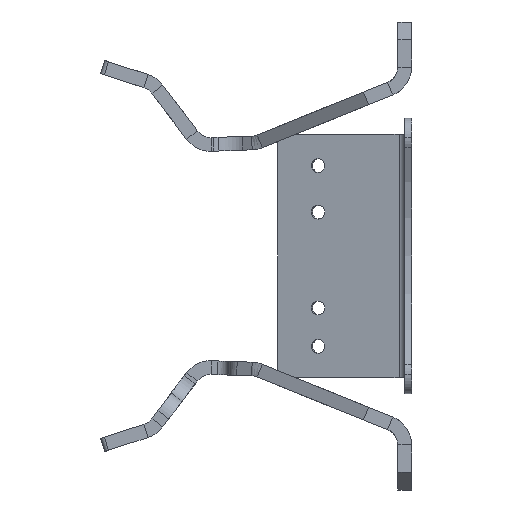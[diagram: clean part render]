
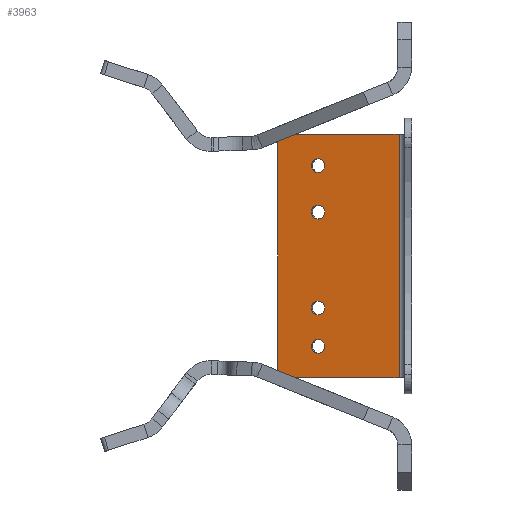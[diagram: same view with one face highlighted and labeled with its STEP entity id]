
A CAD part, front view. The second image highlights one B-rep face of the part: STEP entity #3963.
In plain terms, the highlighted planar face has unit normal (-0.174, -0.985, 0).
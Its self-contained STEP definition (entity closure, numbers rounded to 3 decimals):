
#61 = DIRECTION ( 'NONE',  ( 0.174, 0.985, 0. ) ) ;
#100 = VERTEX_POINT ( 'NONE', #1397 ) ;
#119 = CARTESIAN_POINT ( 'NONE',  ( 1534.918, 118.776, 1809.5 ) ) ;
#148 = EDGE_CURVE ( 'NONE', #4763, #1458, #1324, .T. ) ;
#168 = CARTESIAN_POINT ( 'NONE',  ( 1579.234, 110.962, 1809.5 ) ) ;
#177 = EDGE_CURVE ( 'NONE', #3489, #798, #4551, .T. ) ;
#191 = AXIS2_PLACEMENT_3D ( 'NONE', #5127, #2534, #5577 ) ;
#320 = ORIENTED_EDGE ( 'NONE', *, *, #3942, .F. ) ;
#434 = DIRECTION ( 'NONE',  ( 0.985, -0.174, 0. ) ) ;
#443 = ORIENTED_EDGE ( 'NONE', *, *, #1731, .F. ) ;
#495 = VECTOR ( 'NONE', #1451, 1000. ) ;
#502 = EDGE_LOOP ( 'NONE', ( #5300, #901 ) ) ;
#534 = DIRECTION ( 'NONE',  ( 0.985, -0.174, 0. ) ) ;
#549 = CARTESIAN_POINT ( 'NONE',  ( 1579.234, 110.962, 1720.5 ) ) ;
#558 = CIRCLE ( 'NONE', #3074, 2.5 ) ;
#604 = CARTESIAN_POINT ( 'NONE',  ( 1552.152, 115.737, 1798. ) ) ;
#607 = EDGE_LOOP ( 'NONE', ( #4406, #2099 ) ) ;
#683 = FACE_BOUND ( 'NONE', #607, .T. ) ;
#798 = VERTEX_POINT ( 'NONE', #2072 ) ;
#901 = ORIENTED_EDGE ( 'NONE', *, *, #3704, .T. ) ;
#924 = ORIENTED_EDGE ( 'NONE', *, *, #2242, .T. ) ;
#981 = DIRECTION ( 'NONE',  ( 0., 0., 1. ) ) ;
#987 = PLANE ( 'NONE',  #3223 ) ;
#1009 = FACE_BOUND ( 'NONE', #5603, .T. ) ;
#1046 = CARTESIAN_POINT ( 'NONE',  ( 1547.228, 116.606, 1781. ) ) ;
#1173 = CARTESIAN_POINT ( 'NONE',  ( 1549.69, 116.171, 1746. ) ) ;
#1182 = ORIENTED_EDGE ( 'NONE', *, *, #2604, .T. ) ;
#1204 = FACE_BOUND ( 'NONE', #502, .T. ) ;
#1209 = EDGE_CURVE ( 'NONE', #798, #5576, #4601, .T. ) ;
#1324 = CIRCLE ( 'NONE', #1593, 2.5 ) ;
#1341 = CIRCLE ( 'NONE', #1754, 2.5 ) ;
#1342 = EDGE_CURVE ( 'NONE', #1458, #4763, #558, .T. ) ;
#1397 = CARTESIAN_POINT ( 'NONE',  ( 1547.228, 116.606, 1746. ) ) ;
#1409 = CARTESIAN_POINT ( 'NONE',  ( 1549.69, 116.171, 1781. ) ) ;
#1435 = DIRECTION ( 'NONE',  ( 0.174, 0.985, 0. ) ) ;
#1451 = DIRECTION ( 'NONE',  ( 0.985, -0.174, 0. ) ) ;
#1458 = VERTEX_POINT ( 'NONE', #1046 ) ;
#1482 = LINE ( 'NONE', #119, #3546 ) ;
#1593 = AXIS2_PLACEMENT_3D ( 'NONE', #2325, #5375, #2786 ) ;
#1617 = CARTESIAN_POINT ( 'NONE',  ( 1534.918, 118.776, 1723. ) ) ;
#1629 = DIRECTION ( 'NONE',  ( 0.985, -0.174, 0. ) ) ;
#1708 = CARTESIAN_POINT ( 'NONE',  ( 1552.152, 115.737, 1781. ) ) ;
#1718 = CARTESIAN_POINT ( 'NONE',  ( 1537.38, 118.342, 1807. ) ) ;
#1731 = EDGE_CURVE ( 'NONE', #3489, #3273, #4195, .T. ) ;
#1754 = AXIS2_PLACEMENT_3D ( 'NONE', #1718, #3177, #534 ) ;
#1848 = AXIS2_PLACEMENT_3D ( 'NONE', #2409, #5457, #2867 ) ;
#1850 = VERTEX_POINT ( 'NONE', #3896 ) ;
#1861 = DIRECTION ( 'NONE',  ( 0.985, -0.174, 0. ) ) ;
#1892 = DIRECTION ( 'NONE',  ( 0.174, 0.985, 0. ) ) ;
#1909 = LINE ( 'NONE', #549, #4242 ) ;
#1956 = CARTESIAN_POINT ( 'NONE',  ( 1537.38, 118.342, 1809.5 ) ) ;
#1994 = CARTESIAN_POINT ( 'NONE',  ( 1547.228, 116.606, 1732. ) ) ;
#2072 = CARTESIAN_POINT ( 'NONE',  ( 1537.38, 118.342, 1720.5 ) ) ;
#2088 = VERTEX_POINT ( 'NONE', #604 ) ;
#2099 = ORIENTED_EDGE ( 'NONE', *, *, #2402, .T. ) ;
#2182 = VERTEX_POINT ( 'NONE', #1994 ) ;
#2242 = EDGE_CURVE ( 'NONE', #5063, #100, #4446, .T. ) ;
#2284 = EDGE_LOOP ( 'NONE', ( #5556, #3478 ) ) ;
#2301 = CARTESIAN_POINT ( 'NONE',  ( 1534.918, 118.776, 1720.5 ) ) ;
#2315 = CIRCLE ( 'NONE', #4386, 2.5 ) ;
#2325 = CARTESIAN_POINT ( 'NONE',  ( 1549.69, 116.171, 1781. ) ) ;
#2330 = AXIS2_PLACEMENT_3D ( 'NONE', #4062, #1435, #4505 ) ;
#2348 = CARTESIAN_POINT ( 'NONE',  ( 1537.38, 118.342, 1723. ) ) ;
#2384 = CIRCLE ( 'NONE', #2330, 2.5 ) ;
#2402 = EDGE_CURVE ( 'NONE', #2182, #1850, #5056, .T. ) ;
#2409 = CARTESIAN_POINT ( 'NONE',  ( 1549.69, 116.171, 1798. ) ) ;
#2514 = EDGE_CURVE ( 'NONE', #1850, #2182, #2315, .T. ) ;
#2534 = DIRECTION ( 'NONE',  ( 0.174, 0.985, 0. ) ) ;
#2553 = EDGE_LOOP ( 'NONE', ( #443, #3269, #5143, #1182, #320, #3105 ) ) ;
#2604 = EDGE_CURVE ( 'NONE', #5576, #5483, #1909, .T. ) ;
#2702 = CARTESIAN_POINT ( 'NONE',  ( 1549.69, 116.171, 1732. ) ) ;
#2786 = DIRECTION ( 'NONE',  ( 0.985, -0.174, 0. ) ) ;
#2806 = DIRECTION ( 'NONE',  ( 0.985, -0.174, 0. ) ) ;
#2867 = DIRECTION ( 'NONE',  ( 0.985, -0.174, 0. ) ) ;
#2925 = DIRECTION ( 'NONE',  ( 0., 0., 1. ) ) ;
#3073 = DIRECTION ( 'NONE',  ( 0.174, 0.985, 0. ) ) ;
#3074 = AXIS2_PLACEMENT_3D ( 'NONE', #1409, #4487, #1861 ) ;
#3105 = ORIENTED_EDGE ( 'NONE', *, *, #3909, .T. ) ;
#3138 = DIRECTION ( 'NONE',  ( 0.985, -0.174, 0. ) ) ;
#3177 = DIRECTION ( 'NONE',  ( -0.174, -0.985, 0. ) ) ;
#3198 = DIRECTION ( 'NONE',  ( 0.985, -0.174, 0. ) ) ;
#3209 = AXIS2_PLACEMENT_3D ( 'NONE', #5674, #3073, #434 ) ;
#3223 = AXIS2_PLACEMENT_3D ( 'NONE', #2301, #1892, #4937 ) ;
#3229 = CIRCLE ( 'NONE', #191, 2.5 ) ;
#3269 = ORIENTED_EDGE ( 'NONE', *, *, #177, .T. ) ;
#3273 = VERTEX_POINT ( 'NONE', #4024 ) ;
#3368 = AXIS2_PLACEMENT_3D ( 'NONE', #2348, #5397, #2806 ) ;
#3478 = ORIENTED_EDGE ( 'NONE', *, *, #1342, .T. ) ;
#3489 = VERTEX_POINT ( 'NONE', #1617 ) ;
#3546 = VECTOR ( 'NONE', #3198, 1000. ) ;
#3605 = CIRCLE ( 'NONE', #1848, 2.5 ) ;
#3634 = CARTESIAN_POINT ( 'NONE',  ( 1534.918, 118.776, 1720.5 ) ) ;
#3649 = FACE_BOUND ( 'NONE', #2284, .T. ) ;
#3704 = EDGE_CURVE ( 'NONE', #3871, #2088, #3605, .T. ) ;
#3871 = VERTEX_POINT ( 'NONE', #5115 ) ;
#3896 = CARTESIAN_POINT ( 'NONE',  ( 1552.152, 115.737, 1732. ) ) ;
#3909 = EDGE_CURVE ( 'NONE', #4545, #3273, #1341, .T. ) ;
#3942 = EDGE_CURVE ( 'NONE', #4545, #5483, #1482, .T. ) ;
#3956 = EDGE_CURVE ( 'NONE', #100, #5063, #2384, .T. ) ;
#3963 = ADVANCED_FACE ( 'NONE', ( #3649, #1009, #1204, #683, #5552 ), #987, .F. ) ;
#4024 = CARTESIAN_POINT ( 'NONE',  ( 1534.918, 118.776, 1807. ) ) ;
#4062 = CARTESIAN_POINT ( 'NONE',  ( 1549.69, 116.171, 1746. ) ) ;
#4192 = AXIS2_PLACEMENT_3D ( 'NONE', #1173, #4253, #1629 ) ;
#4195 = LINE ( 'NONE', #4657, #5338 ) ;
#4242 = VECTOR ( 'NONE', #981, 1000. ) ;
#4253 = DIRECTION ( 'NONE',  ( 0.174, 0.985, 0. ) ) ;
#4386 = AXIS2_PLACEMENT_3D ( 'NONE', #2702, #61, #3138 ) ;
#4406 = ORIENTED_EDGE ( 'NONE', *, *, #2514, .T. ) ;
#4446 = CIRCLE ( 'NONE', #4192, 2.5 ) ;
#4487 = DIRECTION ( 'NONE',  ( 0.174, 0.985, 0. ) ) ;
#4505 = DIRECTION ( 'NONE',  ( 0.985, -0.174, 0. ) ) ;
#4545 = VERTEX_POINT ( 'NONE', #1956 ) ;
#4551 = CIRCLE ( 'NONE', #3368, 2.5 ) ;
#4601 = LINE ( 'NONE', #3634, #495 ) ;
#4657 = CARTESIAN_POINT ( 'NONE',  ( 1534.918, 118.776, 1720.5 ) ) ;
#4763 = VERTEX_POINT ( 'NONE', #1708 ) ;
#4937 = DIRECTION ( 'NONE',  ( 0.985, -0.174, 0. ) ) ;
#5056 = CIRCLE ( 'NONE', #3209, 2.5 ) ;
#5063 = VERTEX_POINT ( 'NONE', #5450 ) ;
#5078 = ORIENTED_EDGE ( 'NONE', *, *, #3956, .T. ) ;
#5115 = CARTESIAN_POINT ( 'NONE',  ( 1547.228, 116.606, 1798. ) ) ;
#5127 = CARTESIAN_POINT ( 'NONE',  ( 1549.69, 116.171, 1798. ) ) ;
#5143 = ORIENTED_EDGE ( 'NONE', *, *, #1209, .T. ) ;
#5206 = EDGE_CURVE ( 'NONE', #2088, #3871, #3229, .T. ) ;
#5300 = ORIENTED_EDGE ( 'NONE', *, *, #5206, .T. ) ;
#5338 = VECTOR ( 'NONE', #2925, 1000. ) ;
#5375 = DIRECTION ( 'NONE',  ( 0.174, 0.985, 0. ) ) ;
#5397 = DIRECTION ( 'NONE',  ( -0.174, -0.985, 0. ) ) ;
#5450 = CARTESIAN_POINT ( 'NONE',  ( 1552.152, 115.737, 1746. ) ) ;
#5457 = DIRECTION ( 'NONE',  ( 0.174, 0.985, 0. ) ) ;
#5465 = CARTESIAN_POINT ( 'NONE',  ( 1579.234, 110.962, 1720.5 ) ) ;
#5483 = VERTEX_POINT ( 'NONE', #168 ) ;
#5552 = FACE_OUTER_BOUND ( 'NONE', #2553, .T. ) ;
#5556 = ORIENTED_EDGE ( 'NONE', *, *, #148, .T. ) ;
#5576 = VERTEX_POINT ( 'NONE', #5465 ) ;
#5577 = DIRECTION ( 'NONE',  ( 0.985, -0.174, 0. ) ) ;
#5603 = EDGE_LOOP ( 'NONE', ( #924, #5078 ) ) ;
#5674 = CARTESIAN_POINT ( 'NONE',  ( 1549.69, 116.171, 1732. ) ) ;
